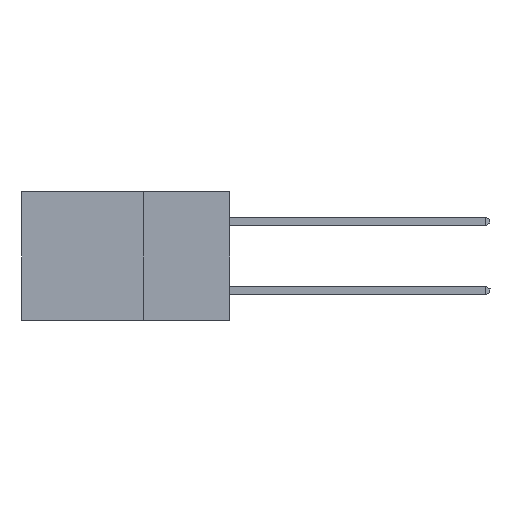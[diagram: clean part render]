
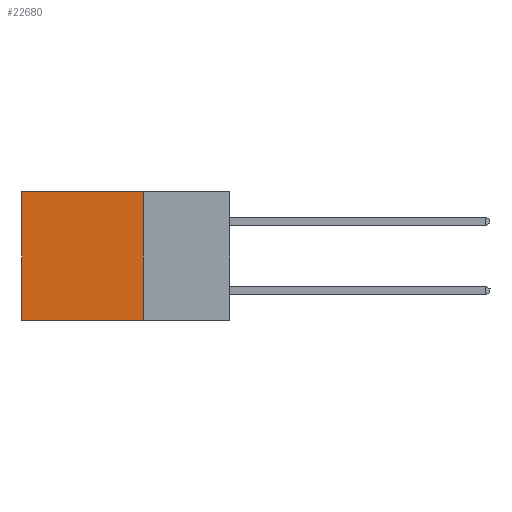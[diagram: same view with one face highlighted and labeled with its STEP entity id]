
A CAD part, left-side view. The second image highlights one B-rep face of the part: STEP entity #22680.
In plain terms, the highlighted planar face has unit normal (-1, 0, 0).
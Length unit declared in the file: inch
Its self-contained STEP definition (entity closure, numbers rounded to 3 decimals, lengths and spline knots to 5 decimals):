
#129 = LINE ( 'NONE', #6248, #17318 ) ;
#2057 = EDGE_CURVE ( 'NONE', #11252, #4563, #20837, .T. ) ;
#3180 = VERTEX_POINT ( 'NONE', #17214 ) ;
#4563 = VERTEX_POINT ( 'NONE', #12567 ) ;
#4567 = ORIENTED_EDGE ( 'NONE', *, *, #14044, .F. ) ;
#4730 = ORIENTED_EDGE ( 'NONE', *, *, #18709, .T. ) ;
#4944 = CARTESIAN_POINT ( 'NONE',  ( 0.2615, 0.25, 0. ) ) ;
#5775 = DIRECTION ( 'NONE',  ( 0., 1., 0. ) ) ;
#6248 = CARTESIAN_POINT ( 'NONE',  ( 0.2615, 0.6, -0.37 ) ) ;
#7324 = FACE_OUTER_BOUND ( 'NONE', #21607, .T. ) ;
#8374 = CARTESIAN_POINT ( 'NONE',  ( 0.2615, 0.25, -0.37 ) ) ;
#10544 = DIRECTION ( 'NONE',  ( 1., 0., 0. ) ) ;
#10730 = CARTESIAN_POINT ( 'NONE',  ( 0.2615, 0.25, -0.37 ) ) ;
#10865 = VECTOR ( 'NONE', #14851, 39.37008 ) ;
#11252 = VERTEX_POINT ( 'NONE', #10730 ) ;
#12147 = CARTESIAN_POINT ( 'NONE',  ( 0.2615, 0.25, 0. ) ) ;
#12567 = CARTESIAN_POINT ( 'NONE',  ( 0.2615, 0.6, -0.37 ) ) ;
#13033 = CARTESIAN_POINT ( 'NONE',  ( 0.2615, 0.25, -0.37 ) ) ;
#13779 = AXIS2_PLACEMENT_3D ( 'NONE', #8374, #10544, #25340 ) ;
#14044 = EDGE_CURVE ( 'NONE', #17319, #11252, #22171, .T. ) ;
#14314 = DIRECTION ( 'NONE',  ( 0., 1., 0. ) ) ;
#14764 = DIRECTION ( 'NONE',  ( 0., 0., -1. ) ) ;
#14851 = DIRECTION ( 'NONE',  ( 0., 0., -1. ) ) ;
#14993 = VECTOR ( 'NONE', #5775, 39.37008 ) ;
#15214 = VECTOR ( 'NONE', #14314, 39.37008 ) ;
#16004 = ORIENTED_EDGE ( 'NONE', *, *, #18867, .T. ) ;
#16329 = LINE ( 'NONE', #12147, #14993 ) ;
#17214 = CARTESIAN_POINT ( 'NONE',  ( 0.2615, 0.6, 0. ) ) ;
#17318 = VECTOR ( 'NONE', #14764, 39.37008 ) ;
#17319 = VERTEX_POINT ( 'NONE', #4944 ) ;
#18709 = EDGE_CURVE ( 'NONE', #17319, #3180, #16329, .T. ) ;
#18743 = ORIENTED_EDGE ( 'NONE', *, *, #2057, .F. ) ;
#18867 = EDGE_CURVE ( 'NONE', #3180, #4563, #129, .T. ) ;
#19022 = CARTESIAN_POINT ( 'NONE',  ( 0.2615, 0.25, -0.37 ) ) ;
#20837 = LINE ( 'NONE', #13033, #15214 ) ;
#21142 = PLANE ( 'NONE',  #13779 ) ;
#21607 = EDGE_LOOP ( 'NONE', ( #16004, #18743, #4567, #4730 ) ) ;
#22171 = LINE ( 'NONE', #19022, #10865 ) ;
#22680 = ADVANCED_FACE ( 'NONE', ( #7324 ), #21142, .F. ) ;
#25340 = DIRECTION ( 'NONE',  ( 0., 0., -1. ) ) ;
